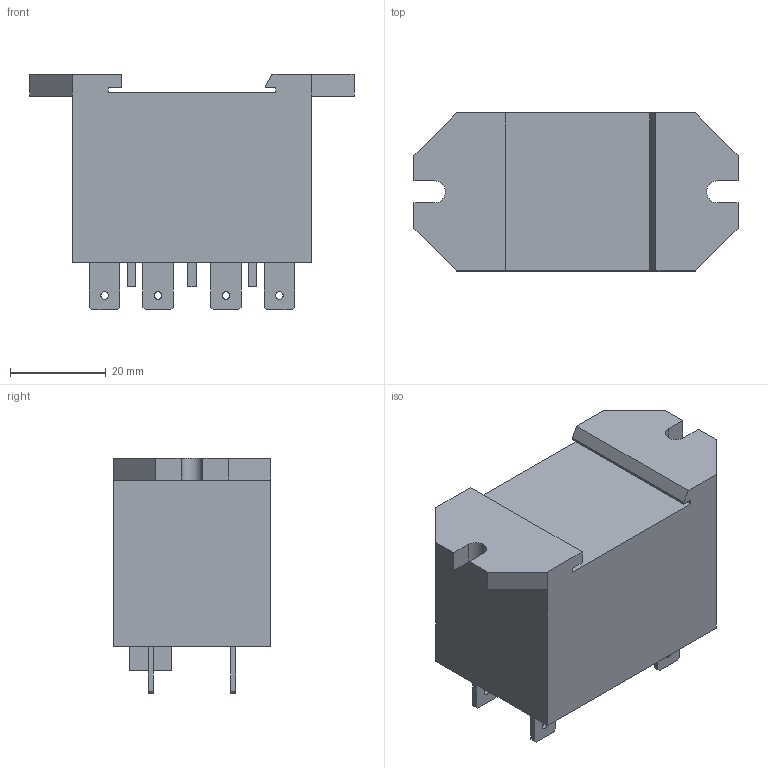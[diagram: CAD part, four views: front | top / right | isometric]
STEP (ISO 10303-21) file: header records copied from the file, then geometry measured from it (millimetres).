
FILE_DESCRIPTION(('starvars output'),'2;1');
FILE_NAME('cv20190909162937000024067.stp','16:29:37 2019/09/09',( 'Thomas Industrial Network Germany GmbH'),( 'Thomas Industrial Network Germany GmbH'),'unknown preprocess','ACIS' ,'unknown authorization');
FILE_SCHEMA(('AUTOMOTIVE_DESIGN_CC2 {UNKNOWN IMPLEMENTATION LEVEL}'));
Length unit declared in the file: millimetre
Products named in the file (1): PRODUCT_ID_1
Bounding box: 67.82 x 33.02 x 49.28 mm (x, y, z)
Volume: 63369.8 mm3; surface area: 12262.1 mm2
Topology: 1 solids, 1 shells, 100 faces, 263 edges, 174 vertices
Faces by surface type: plane 86, cylinder 14
Entity records: 3816 total; most frequent: ORIENTED_EDGE 526, CARTESIAN_POINT 509, DIRECTION 441, EDGE_CURVE 263, VECTOR 229, LINE 229, VERTEX_POINT 174, EDGE_LOOP 121
